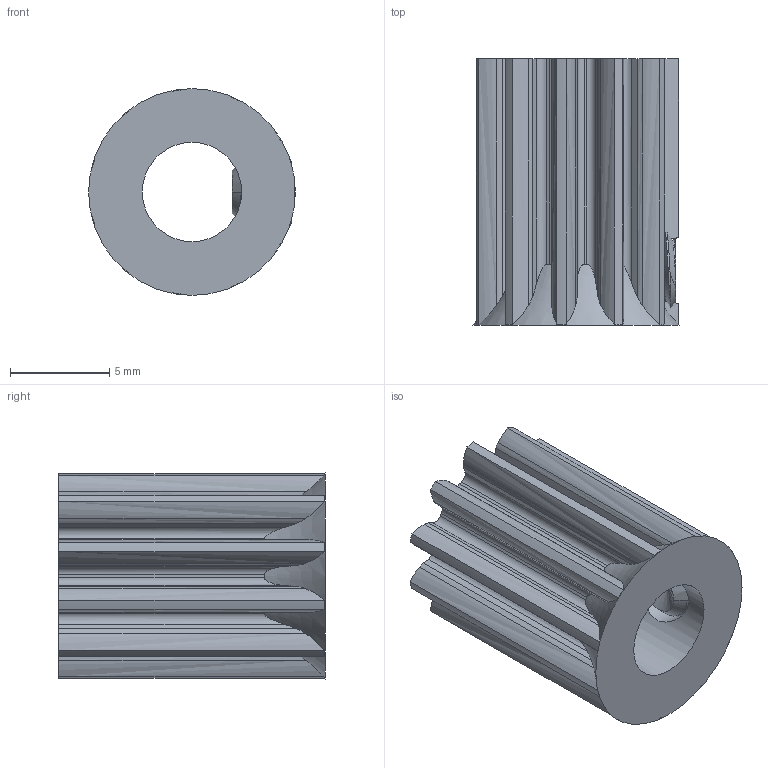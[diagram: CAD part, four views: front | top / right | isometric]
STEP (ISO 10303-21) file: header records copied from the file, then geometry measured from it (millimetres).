
FILE_DESCRIPTION(/* description */ (''),/* implementation_level */ '2;1');
FILE_NAME(/* name */ '4119d125-1fdc-48c2-abac-0325b9372bf3.stp',/* time_stamp */ '2022-04-21T17:24:06+00:00',/* author */ (''),/* organization */ (''),/* preprocessor_version */ 'ST-DEVELOPER v18.1',/* originating_system */ 'Autodesk Translation Framework v10.14.0.1471',/* authorisation */ '');
FILE_SCHEMA (('AUTOMOTIVE_DESIGN { 1 0 10303 214 3 1 1 }'));
Length unit declared in the file: millimetre
Products named in the file (2): Just Cuz Pinion Gear (M0.8 11T); 91390A403_Alloy Steel Cup-Point Set Screw
Assembly tree (1 placements, depth 2):
  Just Cuz Pinion Gear (M0.8 11T)
    91390A403_Alloy Steel Cup-Point Set Screw
Bounding box: 10.4 x 13.4 x 10.4 mm (x, y, z)
Volume: 541.2 mm3; surface area: 1078.7 mm2
Topology: 2 solids, 2 shells, 160 faces, 453 edges, 293 vertices
Faces by surface type: cylinder 53, bspline 51, plane 39, cone 16, torus 1
Full cylindrical faces by diameter (mm): 3.332 x1, 5 x1
Entity records: 6695 total; most frequent: CARTESIAN_POINT 2892, ORIENTED_EDGE 898, DIRECTION 624, EDGE_CURVE 449, VERTEX_POINT 293, AXIS2_PLACEMENT_3D 226, LINE 172, VECTOR 172
